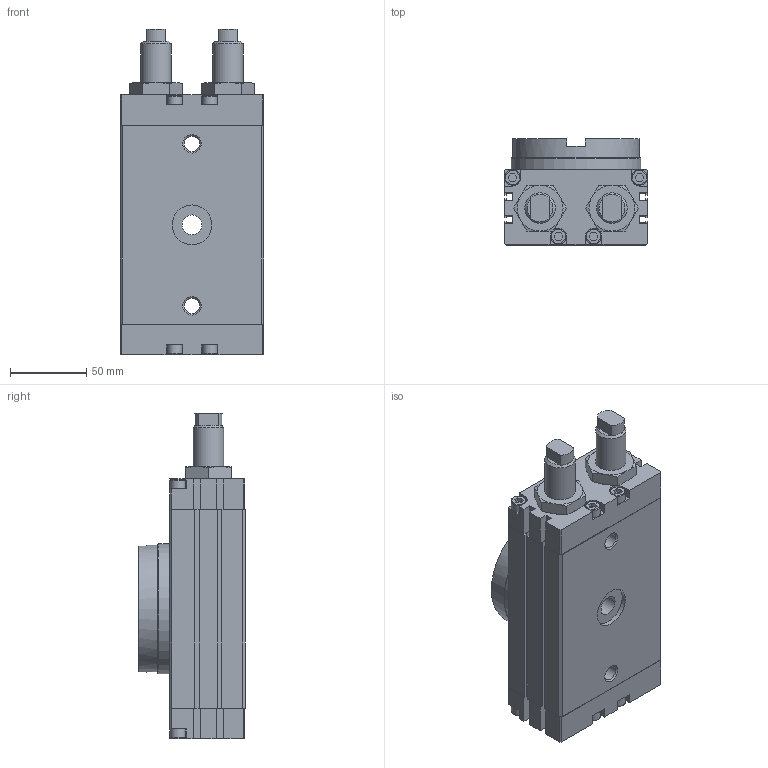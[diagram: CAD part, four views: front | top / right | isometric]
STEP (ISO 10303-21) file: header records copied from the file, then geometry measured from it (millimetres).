
FILE_DESCRIPTION( ( 'STEP AP203' ), '1' );
FILE_NAME( 'MCRB-32-G(0).stp', '2020-07-14T14:29:26', ( 'License CC BY-ND 4.0' ), ( 'CADENAS' ), ' ', 'PARTsolutions', ' ' );
FILE_SCHEMA( ( 'CONFIG_CONTROL_DESIGN' ) );
Length unit declared in the file: millimetre
Products named in the file (4): MCRB-32-G(0); _MRCB-32_(b); _MRCB-32_(r); _MCRB-32_(adjusterbolt)
Assembly tree (4 placements, depth 2):
  MCRB-32-G(0)
    _MRCB-32_(b)
    _MRCB-32_(r)
    _MCRB-32_(adjusterbolt)  x2
Bounding box: 94 x 69.5 x 213 mm (x, y, z)
Volume: 875698.8 mm3; surface area: 103357.3 mm2
Topology: 4 solids, 4 shells, 415 faces, 1007 edges, 642 vertices
Faces by surface type: plane 312, cylinder 46, cone 42, torus 9, sphere 6
Full cylindrical faces by diameter (mm): 4.134 x2, 6.647 x8, 10 x8, 10.106 x2, 10.5 x2, 13 x2, 18 x2, 20 x2, 26 x1, 34 x1, 83 x1, 85 x1
Entity records: 10993 total; most frequent: CARTESIAN_POINT 1987, DIRECTION 1798, ORIENTED_EDGE 1742, EDGE_CURVE 871, LINE 666, VECTOR 666, VERTEX_POINT 595, AXIS2_PLACEMENT_3D 566
